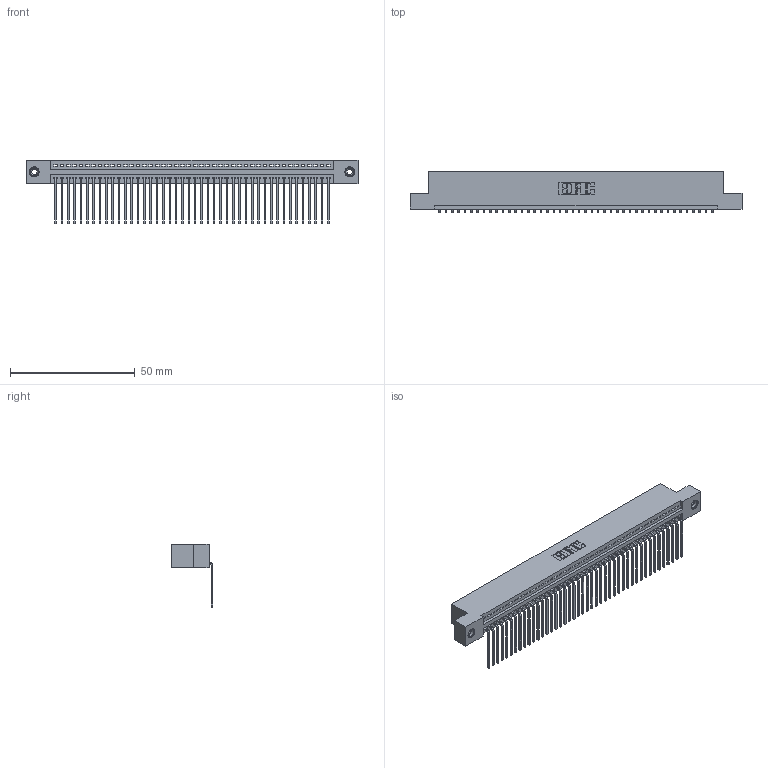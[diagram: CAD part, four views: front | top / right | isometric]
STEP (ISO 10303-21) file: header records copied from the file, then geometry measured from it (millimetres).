
FILE_DESCRIPTION (( 'STEP AP203' ), '1' );
FILE_NAME ('345-044-559-108.STEP', '2019-10-08T20:01:29', ( '' ), ( '' ), 'SwSTEP 2.0', 'SolidWorks 2016', '' );
FILE_SCHEMA (( 'CONFIG_CONTROL_DESIGN' ));
Length unit declared in the file: inch
Products named in the file (4): 345-292-001_558 559 Tail - 1; 345-250-001_345-250-003-102; 345 Part_Flush Mounting Lugs - 0.156 Dia-TI; 345-044-559-108
Assembly tree (47 placements, depth 2):
  345-044-559-108
    345 Part_Flush Mounting Lugs - 0.156 Dia-TI
    345-292-001_558 559 Tail - 1  x44
    345-250-001_345-250-003-102  x2
Bounding box: 132.97 x 16.75 x 25.53 mm (x, y, z)
Volume: 12786 mm3; surface area: 17899.2 mm2
Topology: 47 solids, 47 shells, 2826 faces, 8485 edges, 5590 vertices
Faces by surface type: plane 1960, cylinder 850, cone 12, torus 4
Entity records: 34116 total; most frequent: CARTESIAN_POINT 5891, ORIENTED_EDGE 5862, DIRECTION 5169, EDGE_CURVE 2931, LINE 2603, VECTOR 2603, VERTEX_POINT 1948, AXIS2_PLACEMENT_3D 1283
